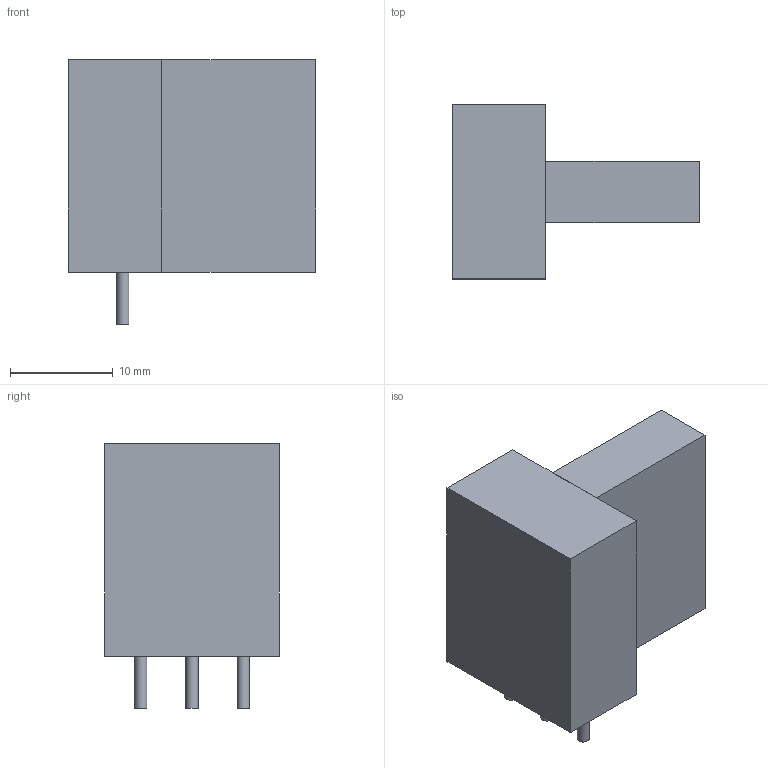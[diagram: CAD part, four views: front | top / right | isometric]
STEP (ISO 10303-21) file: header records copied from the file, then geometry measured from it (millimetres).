
FILE_DESCRIPTION(('FreeCAD Model'),'2;1');
FILE_NAME('1833358.1.2.stp','2020-04-10T17:45:52',( 'Author'),(''),'Open CASCADE STEP processor 6.9','FreeCAD','Unknown' );
FILE_SCHEMA(('AUTOMOTIVE_DESIGN { 1 0 10303 214 1 1 1 1 }'));
Length unit declared in the file: millimetre
Products named in the file (3): ASSEMBLY; Body; Leads
Assembly tree (4 placements, depth 2):
  ASSEMBLY
    Body
    Leads  x3
Bounding box: 24.1 x 17 x 25.85 mm (x, y, z)
Volume: 5129.4 mm3; surface area: 2637.4 mm2
Topology: 11 solids, 11 shells, 39 faces, 51 edges, 34 vertices
Faces by surface type: plane 30, cylinder 9
Full cylindrical faces by diameter (mm): 1.2 x9
Entity records: 1005 total; most frequent: DIRECTION 157, CARTESIAN_POINT 147, LINE 87, VECTOR 87, ORIENTED_EDGE 66, PCURVE 66, DEFINITIONAL_REPRESENTATION 66, EDGE_CURVE 33
